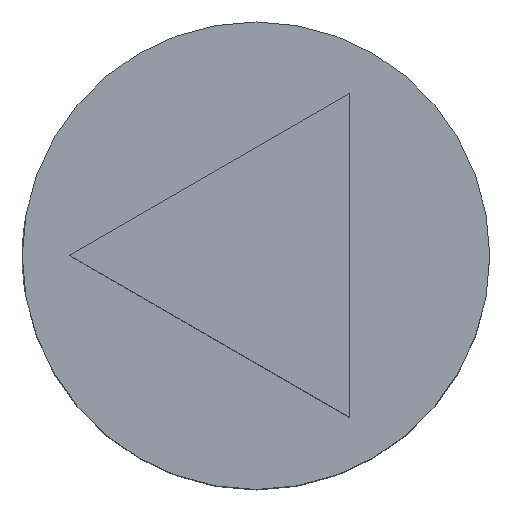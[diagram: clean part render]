
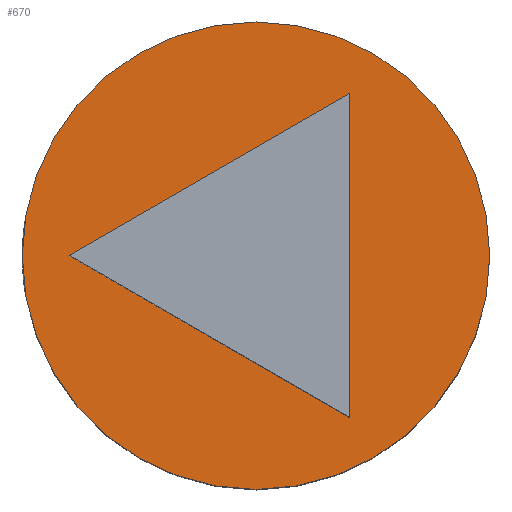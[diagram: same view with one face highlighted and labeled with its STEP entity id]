
A CAD part, top view. The second image highlights one B-rep face of the part: STEP entity #670.
In plain terms, the highlighted planar face has unit normal (0, 0, 1).
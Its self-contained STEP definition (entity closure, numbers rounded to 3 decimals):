
#32 = CYLINDRICAL_SURFACE('',#33,10.);
#33 = AXIS2_PLACEMENT_3D('',#34,#35,#36);
#34 = CARTESIAN_POINT('',(0.,0.,13.));
#35 = DIRECTION('',(0.,0.,-1.));
#36 = DIRECTION('',(-1.,0.,0.));
#305 = VERTEX_POINT('',#306);
#306 = CARTESIAN_POINT('',(-10.,0.,13.));
#327 = EDGE_CURVE('',#305,#305,#328,.T.);
#328 = SURFACE_CURVE('',#329,(#334,#341),.PCURVE_S1.);
#329 = CIRCLE('',#330,10.);
#330 = AXIS2_PLACEMENT_3D('',#331,#332,#333);
#331 = CARTESIAN_POINT('',(0.,0.,13.));
#332 = DIRECTION('',(0.,0.,-1.));
#333 = DIRECTION('',(-1.,0.,0.));
#334 = PCURVE('',#32,#335);
#335 = DEFINITIONAL_REPRESENTATION('',(#336),#340);
#336 = LINE('',#337,#338);
#337 = CARTESIAN_POINT('',(0.,0.));
#338 = VECTOR('',#339,1.);
#339 = DIRECTION('',(1.,0.));
#340 = ( GEOMETRIC_REPRESENTATION_CONTEXT(2) 
PARAMETRIC_REPRESENTATION_CONTEXT() REPRESENTATION_CONTEXT('2D SPACE',''
  ) );
#341 = PCURVE('',#342,#347);
#342 = PLANE('',#343);
#343 = AXIS2_PLACEMENT_3D('',#344,#345,#346);
#344 = CARTESIAN_POINT('',(0.,0.,13.));
#345 = DIRECTION('',(0.,0.,-1.));
#346 = DIRECTION('',(-1.,0.,0.));
#347 = DEFINITIONAL_REPRESENTATION('',(#348),#352);
#348 = CIRCLE('',#349,10.);
#349 = AXIS2_PLACEMENT_2D('',#350,#351);
#350 = CARTESIAN_POINT('',(0.,0.));
#351 = DIRECTION('',(1.,0.));
#352 = ( GEOMETRIC_REPRESENTATION_CONTEXT(2) 
PARAMETRIC_REPRESENTATION_CONTEXT() REPRESENTATION_CONTEXT('2D SPACE',''
  ) );
#670 = ADVANCED_FACE('',(#671,#674),#342,.F.);
#671 = FACE_BOUND('',#672,.F.);
#672 = EDGE_LOOP('',(#673));
#673 = ORIENTED_EDGE('',*,*,#327,.T.);
#674 = FACE_BOUND('',#675,.F.);
#675 = EDGE_LOOP('',(#676,#706,#734));
#676 = ORIENTED_EDGE('',*,*,#677,.F.);
#677 = EDGE_CURVE('',#678,#680,#682,.T.);
#678 = VERTEX_POINT('',#679);
#679 = CARTESIAN_POINT('',(4.,6.928,13.));
#680 = VERTEX_POINT('',#681);
#681 = CARTESIAN_POINT('',(4.,-6.928,13.));
#682 = SURFACE_CURVE('',#683,(#687,#694),.PCURVE_S1.);
#683 = LINE('',#684,#685);
#684 = CARTESIAN_POINT('',(4.,6.928,13.));
#685 = VECTOR('',#686,1.);
#686 = DIRECTION('',(0.,-1.,0.));
#687 = PCURVE('',#342,#688);
#688 = DEFINITIONAL_REPRESENTATION('',(#689),#693);
#689 = LINE('',#690,#691);
#690 = CARTESIAN_POINT('',(-4.,6.928));
#691 = VECTOR('',#692,1.);
#692 = DIRECTION('',(0.,-1.));
#693 = ( GEOMETRIC_REPRESENTATION_CONTEXT(2) 
PARAMETRIC_REPRESENTATION_CONTEXT() REPRESENTATION_CONTEXT('2D SPACE',''
  ) );
#694 = PCURVE('',#695,#700);
#695 = PLANE('',#696);
#696 = AXIS2_PLACEMENT_3D('',#697,#698,#699);
#697 = CARTESIAN_POINT('',(4.,6.928,23.));
#698 = DIRECTION('',(-1.,0.,0.));
#699 = DIRECTION('',(0.,-1.,0.));
#700 = DEFINITIONAL_REPRESENTATION('',(#701),#705);
#701 = LINE('',#702,#703);
#702 = CARTESIAN_POINT('',(0.,-10.));
#703 = VECTOR('',#704,1.);
#704 = DIRECTION('',(1.,-0.));
#705 = ( GEOMETRIC_REPRESENTATION_CONTEXT(2) 
PARAMETRIC_REPRESENTATION_CONTEXT() REPRESENTATION_CONTEXT('2D SPACE',''
  ) );
#706 = ORIENTED_EDGE('',*,*,#707,.F.);
#707 = EDGE_CURVE('',#708,#678,#710,.T.);
#708 = VERTEX_POINT('',#709);
#709 = CARTESIAN_POINT('',(-8.,0.,13.));
#710 = SURFACE_CURVE('',#711,(#715,#722),.PCURVE_S1.);
#711 = LINE('',#712,#713);
#712 = CARTESIAN_POINT('',(-8.,0.,13.));
#713 = VECTOR('',#714,1.);
#714 = DIRECTION('',(0.866,0.5,0.));
#715 = PCURVE('',#342,#716);
#716 = DEFINITIONAL_REPRESENTATION('',(#717),#721);
#717 = LINE('',#718,#719);
#718 = CARTESIAN_POINT('',(8.,0.));
#719 = VECTOR('',#720,1.);
#720 = DIRECTION('',(-0.866,0.5));
#721 = ( GEOMETRIC_REPRESENTATION_CONTEXT(2) 
PARAMETRIC_REPRESENTATION_CONTEXT() REPRESENTATION_CONTEXT('2D SPACE',''
  ) );
#722 = PCURVE('',#723,#728);
#723 = PLANE('',#724);
#724 = AXIS2_PLACEMENT_3D('',#725,#726,#727);
#725 = CARTESIAN_POINT('',(-8.,0.,23.));
#726 = DIRECTION('',(0.5,-0.866,0.));
#727 = DIRECTION('',(0.866,0.5,0.));
#728 = DEFINITIONAL_REPRESENTATION('',(#729),#733);
#729 = LINE('',#730,#731);
#730 = CARTESIAN_POINT('',(0.,-10.));
#731 = VECTOR('',#732,1.);
#732 = DIRECTION('',(1.,0.));
#733 = ( GEOMETRIC_REPRESENTATION_CONTEXT(2) 
PARAMETRIC_REPRESENTATION_CONTEXT() REPRESENTATION_CONTEXT('2D SPACE',''
  ) );
#734 = ORIENTED_EDGE('',*,*,#735,.F.);
#735 = EDGE_CURVE('',#680,#708,#736,.T.);
#736 = SURFACE_CURVE('',#737,(#741,#748),.PCURVE_S1.);
#737 = LINE('',#738,#739);
#738 = CARTESIAN_POINT('',(4.,-6.928,13.));
#739 = VECTOR('',#740,1.);
#740 = DIRECTION('',(-0.866,0.5,0.));
#741 = PCURVE('',#342,#742);
#742 = DEFINITIONAL_REPRESENTATION('',(#743),#747);
#743 = LINE('',#744,#745);
#744 = CARTESIAN_POINT('',(-4.,-6.928));
#745 = VECTOR('',#746,1.);
#746 = DIRECTION('',(0.866,0.5));
#747 = ( GEOMETRIC_REPRESENTATION_CONTEXT(2) 
PARAMETRIC_REPRESENTATION_CONTEXT() REPRESENTATION_CONTEXT('2D SPACE',''
  ) );
#748 = PCURVE('',#749,#754);
#749 = PLANE('',#750);
#750 = AXIS2_PLACEMENT_3D('',#751,#752,#753);
#751 = CARTESIAN_POINT('',(4.,-6.928,23.));
#752 = DIRECTION('',(0.5,0.866,0.));
#753 = DIRECTION('',(-0.866,0.5,0.));
#754 = DEFINITIONAL_REPRESENTATION('',(#755),#759);
#755 = LINE('',#756,#757);
#756 = CARTESIAN_POINT('',(0.,-10.));
#757 = VECTOR('',#758,1.);
#758 = DIRECTION('',(1.,0.));
#759 = ( GEOMETRIC_REPRESENTATION_CONTEXT(2) 
PARAMETRIC_REPRESENTATION_CONTEXT() REPRESENTATION_CONTEXT('2D SPACE',''
  ) );
